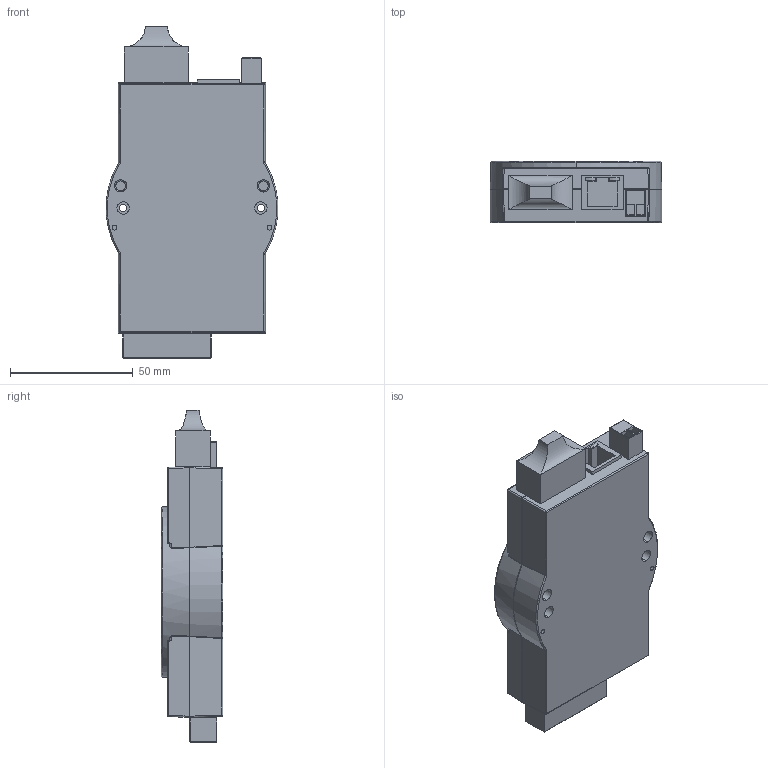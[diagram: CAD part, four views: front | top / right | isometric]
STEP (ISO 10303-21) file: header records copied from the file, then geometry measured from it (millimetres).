
FILE_DESCRIPTION (( 'STEP AP203' ), '1' );
FILE_NAME ('ADAM-6541.STEP', '2007-01-21T22:50:00', ( 'Anderson Professional Modeling' ), ( 'Anderson Professional Modeling' ), 'SwSTEP 2.0', 'SolidWorks 2007', '' );
FILE_SCHEMA (( 'CONFIG_CONTROL_DESIGN' ));
Length unit declared in the file: millimetre
Products named in the file (1): ADAM-6541
Bounding box: 69.79 x 25 x 135 mm (x, y, z)
Volume: 158413.8 mm3; surface area: 29380.4 mm2
Topology: 3 solids, 3 shells, 806 faces, 2018 edges, 1249 vertices
Faces by surface type: plane 404, cylinder 227, torus 80, bspline 74, sphere 16, cone 5
Entity records: 26606 total; most frequent: CARTESIAN_POINT 7940, ORIENTED_EDGE 3988, DIRECTION 3657, EDGE_CURVE 1994, VERTEX_POINT 1249, VECTOR 1249, LINE 1249, AXIS2_PLACEMENT_3D 1204
